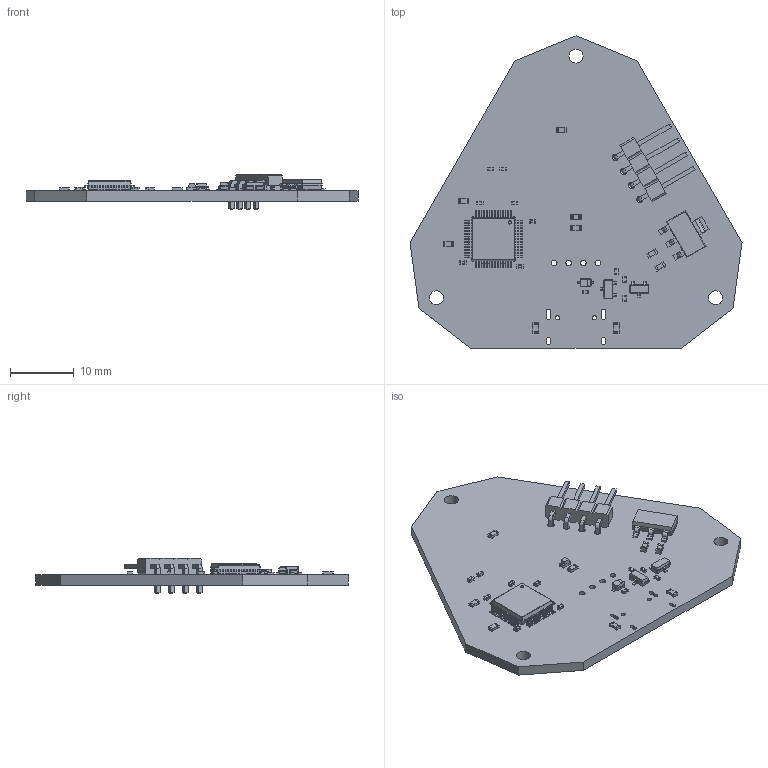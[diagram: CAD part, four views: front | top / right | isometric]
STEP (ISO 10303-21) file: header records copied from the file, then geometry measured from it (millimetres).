
FILE_DESCRIPTION(('KiCad electronic assembly'),'2;1');
FILE_NAME('BaseStation.step','2024-06-07T15:05:08',('Pcbnew'),('Kicad'), 'Open CASCADE STEP processor 7.7','KiCad to STEP converter','Unknown' );
FILE_SCHEMA(('AUTOMOTIVE_DESIGN { 1 0 10303 214 1 1 1 1 }'));
Length unit declared in the file: millimetre
Products named in the file (22): BaseStation 1; R_0402_1005Metric; C_0402_1005Metric; R_0603_1608Metric; C_0603_1608Metric; LED_0603_1608Metric; SOT-223; SOT_223; SOT-23; SOT_23; LQFP-48_7x7mm_P0.5mm; LQFP_48_7x7mm_P05mm; D_SOD-323; D_SOD_323; PinHeader_1x04_P2.54mm_Horizontal; PinHeader_1x04_P254mm_Horizontal; _autosave-BaseStation_PCB
Assembly tree (37 placements, depth 3):
  BaseStation 1
    R_0402_1005Metric  x4
      R_0402_1005Metric
    C_0402_1005Metric  x7
      C_0402_1005Metric
    R_0603_1608Metric  x6
      R_0603_1608Metric
    C_0603_1608Metric  x2
      C_0603_1608Metric
    LED_0603_1608Metric
      LED_0603_1608Metric
    SOT-223
      SOT_223
    SOT-23  x2
      SOT_23
    LQFP-48_7x7mm_P0.5mm
      LQFP_48_7x7mm_P05mm
    D_SOD-323
      D_SOD_323
    PinHeader_1x04_P2.54mm_Horizontal
      PinHeader_1x04_P254mm_Horizontal
    _autosave-BaseStation_PCB
Bounding box: 52.11 x 49.04 x 5.54 mm (x, y, z)
Volume: 3108.1 mm3; surface area: 4619.7 mm2
Topology: 27 solids, 27 shells, 1775 faces, 4624 edges, 2932 vertices
Faces by surface type: plane 1137, cylinder 462, bspline 176
Full cylindrical faces by diameter (mm): 0.5 x1, 0.65 x2, 0.9 x4, 1 x4, 2.2 x3
Entity records: 51232 total; most frequent: CARTESIAN_POINT 10358, ORIENTED_EDGE 6792, DIRECTION 6232, EDGE_CURVE 3396, LINE 2656, VECTOR 2656, VERTEX_POINT 2138, AXIS2_PLACEMENT_3D 1788
